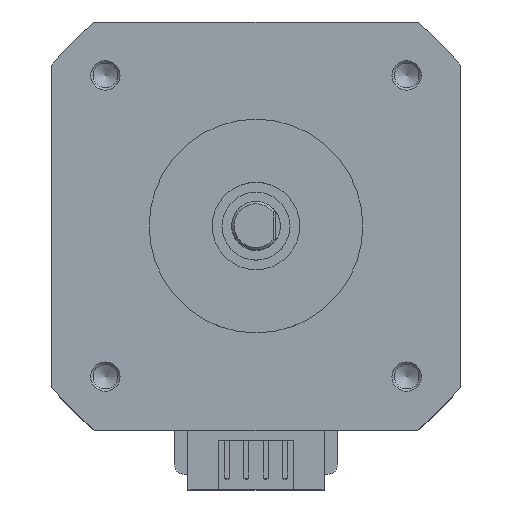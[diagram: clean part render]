
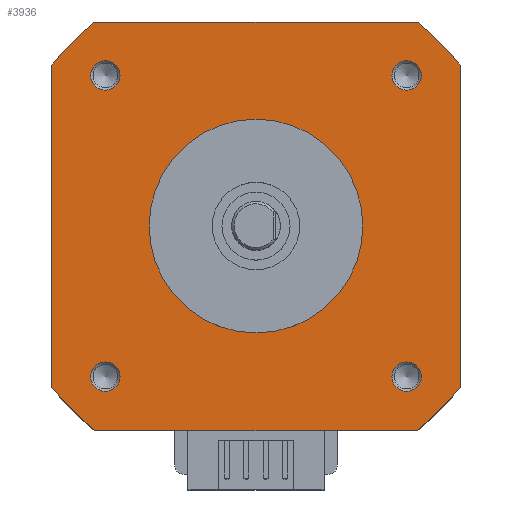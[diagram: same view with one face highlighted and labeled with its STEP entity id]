
A CAD part, top view. The second image highlights one B-rep face of the part: STEP entity #3936.
In plain terms, the highlighted planar face has unit normal (0, 0, 1).
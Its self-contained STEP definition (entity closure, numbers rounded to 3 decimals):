
#244=LINE('',#5789,#646);
#298=LINE('',#5917,#700);
#299=LINE('',#5921,#701);
#300=LINE('',#5925,#702);
#646=VECTOR('',#4736,10.);
#700=VECTOR('',#4844,10.);
#701=VECTOR('',#4847,10.);
#702=VECTOR('',#4850,10.);
#939=FACE_BOUND('',#1280,.T.);
#940=FACE_BOUND('',#1281,.T.);
#941=FACE_BOUND('',#1282,.T.);
#942=FACE_BOUND('',#1283,.T.);
#943=FACE_BOUND('',#1284,.T.);
#1041=FACE_OUTER_BOUND('',#1279,.T.);
#1279=EDGE_LOOP('',(#2864,#2865,#2866,#2867,#2868,#2869,#2870,#2871));
#1280=EDGE_LOOP('',(#2872));
#1281=EDGE_LOOP('',(#2873));
#1282=EDGE_LOOP('',(#2874));
#1283=EDGE_LOOP('',(#2875));
#1284=EDGE_LOOP('',(#2876));
#1441=CIRCLE('',#4196,1.515);
#1443=CIRCLE('',#4199,26.75);
#1444=CIRCLE('',#4200,26.75);
#1445=CIRCLE('',#4201,26.75);
#1446=CIRCLE('',#4202,26.75);
#1447=CIRCLE('',#4203,1.515);
#1448=CIRCLE('',#4204,1.515);
#1449=CIRCLE('',#4205,11.);
#1450=CIRCLE('',#4206,1.515);
#1632=VERTEX_POINT('',#5786);
#1633=VERTEX_POINT('',#5788);
#1669=VERTEX_POINT('',#5909);
#1671=VERTEX_POINT('',#5915);
#1672=VERTEX_POINT('',#5916);
#1673=VERTEX_POINT('',#5918);
#1674=VERTEX_POINT('',#5920);
#1675=VERTEX_POINT('',#5922);
#1676=VERTEX_POINT('',#5924);
#1677=VERTEX_POINT('',#5928);
#1678=VERTEX_POINT('',#5930);
#1679=VERTEX_POINT('',#5932);
#1680=VERTEX_POINT('',#5934);
#2048=EDGE_CURVE('',#1633,#1632,#244,.T.);
#2106=EDGE_CURVE('',#1669,#1669,#1441,.T.);
#2109=EDGE_CURVE('',#1671,#1672,#298,.T.);
#2110=EDGE_CURVE('',#1672,#1673,#1443,.T.);
#2111=EDGE_CURVE('',#1673,#1674,#299,.T.);
#2112=EDGE_CURVE('',#1674,#1675,#1444,.T.);
#2113=EDGE_CURVE('',#1675,#1676,#300,.T.);
#2114=EDGE_CURVE('',#1676,#1633,#1445,.T.);
#2115=EDGE_CURVE('',#1632,#1671,#1446,.T.);
#2116=EDGE_CURVE('',#1677,#1677,#1447,.T.);
#2117=EDGE_CURVE('',#1678,#1678,#1448,.T.);
#2118=EDGE_CURVE('',#1679,#1679,#1449,.T.);
#2119=EDGE_CURVE('',#1680,#1680,#1450,.T.);
#2864=ORIENTED_EDGE('',*,*,#2109,.T.);
#2865=ORIENTED_EDGE('',*,*,#2110,.T.);
#2866=ORIENTED_EDGE('',*,*,#2111,.T.);
#2867=ORIENTED_EDGE('',*,*,#2112,.T.);
#2868=ORIENTED_EDGE('',*,*,#2113,.T.);
#2869=ORIENTED_EDGE('',*,*,#2114,.T.);
#2870=ORIENTED_EDGE('',*,*,#2048,.T.);
#2871=ORIENTED_EDGE('',*,*,#2115,.T.);
#2872=ORIENTED_EDGE('',*,*,#2116,.F.);
#2873=ORIENTED_EDGE('',*,*,#2117,.F.);
#2874=ORIENTED_EDGE('',*,*,#2118,.T.);
#2875=ORIENTED_EDGE('',*,*,#2119,.F.);
#2876=ORIENTED_EDGE('',*,*,#2106,.F.);
#3609=PLANE('',#4198);
#3936=ADVANCED_FACE('',(#1041,#939,#940,#941,#942,#943),#3609,.T.);
#4196=AXIS2_PLACEMENT_3D('',#5910,#4837,#4838);
#4198=AXIS2_PLACEMENT_3D('',#5914,#4842,#4843);
#4199=AXIS2_PLACEMENT_3D('',#5919,#4845,#4846);
#4200=AXIS2_PLACEMENT_3D('',#5923,#4848,#4849);
#4201=AXIS2_PLACEMENT_3D('',#5926,#4851,#4852);
#4202=AXIS2_PLACEMENT_3D('',#5927,#4853,#4854);
#4203=AXIS2_PLACEMENT_3D('',#5929,#4855,#4856);
#4204=AXIS2_PLACEMENT_3D('',#5931,#4857,#4858);
#4205=AXIS2_PLACEMENT_3D('',#5933,#4859,#4860);
#4206=AXIS2_PLACEMENT_3D('',#5935,#4861,#4862);
#4736=DIRECTION('',(1.,0.,0.));
#4837=DIRECTION('center_axis',(0.,0.,1.));
#4838=DIRECTION('ref_axis',(1.,0.,0.));
#4842=DIRECTION('center_axis',(0.,0.,1.));
#4843=DIRECTION('ref_axis',(1.,0.,0.));
#4844=DIRECTION('',(0.,1.,0.));
#4845=DIRECTION('center_axis',(0.,0.,1.));
#4846=DIRECTION('ref_axis',(1.,0.,0.));
#4847=DIRECTION('',(-1.,0.,0.));
#4848=DIRECTION('center_axis',(0.,0.,1.));
#4849=DIRECTION('ref_axis',(1.,0.,0.));
#4850=DIRECTION('',(0.,-1.,0.));
#4851=DIRECTION('center_axis',(0.,0.,1.));
#4852=DIRECTION('ref_axis',(1.,0.,0.));
#4853=DIRECTION('center_axis',(0.,0.,1.));
#4854=DIRECTION('ref_axis',(1.,0.,0.));
#4855=DIRECTION('center_axis',(0.,0.,1.));
#4856=DIRECTION('ref_axis',(1.,0.,0.));
#4857=DIRECTION('center_axis',(0.,0.,1.));
#4858=DIRECTION('ref_axis',(1.,0.,0.));
#4859=DIRECTION('center_axis',(0.,0.,-1.));
#4860=DIRECTION('ref_axis',(1.,0.,0.));
#4861=DIRECTION('center_axis',(0.,0.,1.));
#4862=DIRECTION('ref_axis',(1.,0.,0.));
#5786=CARTESIAN_POINT('',(16.57,-21.,0.));
#5788=CARTESIAN_POINT('',(-16.57,-21.,0.));
#5789=CARTESIAN_POINT('',(-21.,-21.,0.));
#5909=CARTESIAN_POINT('',(13.986,15.5,0.));
#5910=CARTESIAN_POINT('Origin',(15.5,15.5,0.));
#5914=CARTESIAN_POINT('Origin',(0.,0.,0.));
#5915=CARTESIAN_POINT('',(21.,-16.57,0.));
#5916=CARTESIAN_POINT('',(21.,16.57,0.));
#5917=CARTESIAN_POINT('',(21.,-21.,0.));
#5918=CARTESIAN_POINT('',(16.57,21.,0.));
#5919=CARTESIAN_POINT('Origin',(0.,0.,0.));
#5920=CARTESIAN_POINT('',(-16.57,21.,0.));
#5921=CARTESIAN_POINT('',(21.,21.,0.));
#5922=CARTESIAN_POINT('',(-21.,16.57,0.));
#5923=CARTESIAN_POINT('Origin',(0.,0.,0.));
#5924=CARTESIAN_POINT('',(-21.,-16.57,0.));
#5925=CARTESIAN_POINT('',(-21.,21.,0.));
#5926=CARTESIAN_POINT('Origin',(0.,0.,0.));
#5927=CARTESIAN_POINT('Origin',(0.,0.,0.));
#5928=CARTESIAN_POINT('',(-17.015,15.5,0.));
#5929=CARTESIAN_POINT('Origin',(-15.5,15.5,0.));
#5930=CARTESIAN_POINT('',(-17.015,-15.5,0.));
#5931=CARTESIAN_POINT('Origin',(-15.5,-15.5,0.));
#5932=CARTESIAN_POINT('',(-11.,0.,0.));
#5933=CARTESIAN_POINT('Origin',(0.,0.,0.));
#5934=CARTESIAN_POINT('',(13.986,-15.5,0.));
#5935=CARTESIAN_POINT('Origin',(15.5,-15.5,0.));
